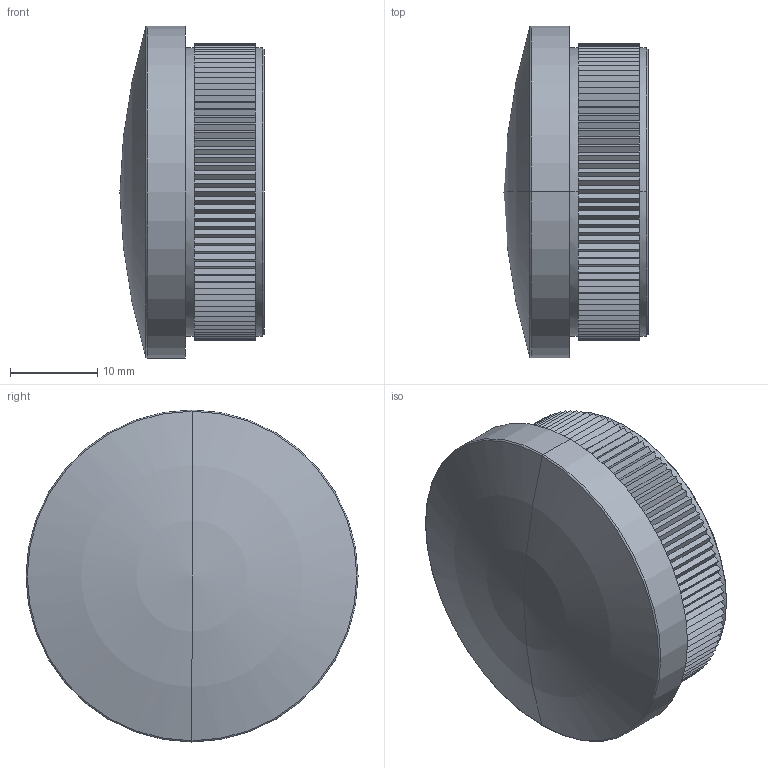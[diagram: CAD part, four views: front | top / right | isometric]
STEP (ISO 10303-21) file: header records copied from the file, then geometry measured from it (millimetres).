
FILE_DESCRIPTION (( 'STEP AP203' ), '1' );
FILE_NAME ('A_5729-238.STEP', '2023-03-16T12:32:55', ( '' ), ( '' ), 'SwSTEP 2.0', 'SolidWorks 2019', '' );
FILE_SCHEMA (( 'CONFIG_CONTROL_DESIGN' ));
Length unit declared in the file: millimetre
Products named in the file (1): A_5729-238
Bounding box: 16.5 x 38 x 38 mm (x, y, z)
Volume: 5866 mm3; surface area: 5170.3 mm2
Topology: 1 solids, 1 shells, 448 faces, 900 edges, 452 vertices
Faces by surface type: plane 430, torus 8, cylinder 8, cone 2
Entity records: 11093 total; most frequent: DIRECTION 2038, CARTESIAN_POINT 1797, ORIENTED_EDGE 1792, EDGE_CURVE 896, AXIS2_PLACEMENT_3D 693, LINE 652, VECTOR 652, VERTEX_POINT 452
